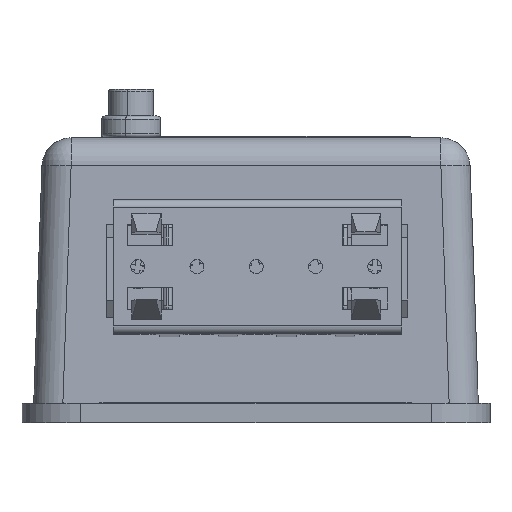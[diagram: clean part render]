
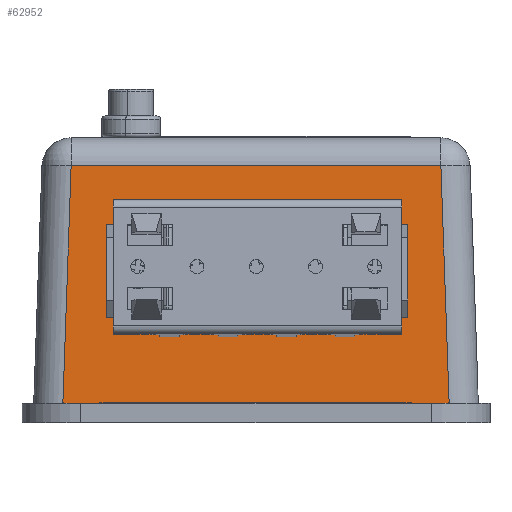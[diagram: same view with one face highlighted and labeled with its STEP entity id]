
A CAD part, front view. The second image highlights one B-rep face of the part: STEP entity #62952.
In plain terms, the highlighted face is planar.
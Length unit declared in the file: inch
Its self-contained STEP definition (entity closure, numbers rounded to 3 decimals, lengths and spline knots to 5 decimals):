
#441 = DIRECTION ( 'NONE',  ( 0.035, -0.999, 0. ) ) ;
#444 = DIRECTION ( 'NONE',  ( -0.999, -0.035, 0. ) ) ;
#2268 = LINE ( 'NONE', #112031, #92923 ) ;
#2310 = LINE ( 'NONE', #114710, #84463 ) ;
#2918 = VECTOR ( 'NONE', #64638, 39.37008 ) ;
#3493 = ORIENTED_EDGE ( 'NONE', *, *, #89922, .F. ) ;
#4817 = FACE_OUTER_BOUND ( 'NONE', #109622, .T. ) ;
#4857 = EDGE_CURVE ( 'NONE', #109008, #41527, #51659, .T. ) ;
#5915 = DIRECTION ( 'NONE',  ( 0., 0., -1. ) ) ;
#6452 = VERTEX_POINT ( 'NONE', #104622 ) ;
#7968 = DIRECTION ( 'NONE',  ( 0.035, -0.999, 0. ) ) ;
#8056 = CARTESIAN_POINT ( 'NONE',  ( -1.44694, -1.51953, 1.18505 ) ) ;
#8773 = ORIENTED_EDGE ( 'NONE', *, *, #60001, .F. ) ;
#10546 = DIRECTION ( 'NONE',  ( 0.035, -0.999, 0. ) ) ;
#13576 = CARTESIAN_POINT ( 'NONE',  ( -1.44694, -1.51953, -1.425 ) ) ;
#13747 = VERTEX_POINT ( 'NONE', #68784 ) ;
#16357 = EDGE_CURVE ( 'NONE', #44471, #115618, #87281, .T. ) ;
#16468 = CARTESIAN_POINT ( 'NONE',  ( -1.47011, -0.856, 0.745 ) ) ;
#17343 = ORIENTED_EDGE ( 'NONE', *, *, #99320, .F. ) ;
#17345 = DIRECTION ( 'NONE',  ( -0.999, -0.035, 0. ) ) ;
#17736 = CARTESIAN_POINT ( 'NONE',  ( -1.47011, -0.856, -0.755 ) ) ;
#19799 = CARTESIAN_POINT ( 'NONE',  ( -1.5, 0., -1.425 ) ) ;
#20342 = CARTESIAN_POINT ( 'NONE',  ( -1.47011, -0.856, 0.745 ) ) ;
#21818 = FACE_BOUND ( 'NONE', #41333, .T. ) ;
#23950 = DIRECTION ( 'NONE',  ( 0.035, -0.999, 0.035 ) ) ;
#24517 = EDGE_CURVE ( 'NONE', #97380, #99032, #2310, .T. ) ;
#24846 = CARTESIAN_POINT ( 'NONE',  ( -1.5, 0., -1.23811 ) ) ;
#25505 = EDGE_CURVE ( 'NONE', #101817, #99032, #52871, .T. ) ;
#29188 = AXIS2_PLACEMENT_3D ( 'NONE', #19799, #72833, #441 ) ;
#32730 = AXIS2_PLACEMENT_3D ( 'NONE', #55277, #46186, #10546 ) ;
#34785 = ORIENTED_EDGE ( 'NONE', *, *, #63653, .T. ) ;
#36669 = CARTESIAN_POINT ( 'NONE',  ( -1.4729, -0.77605, -0.755 ) ) ;
#37312 = LINE ( 'NONE', #93698, #58451 ) ;
#37992 = CARTESIAN_POINT ( 'NONE',  ( -1.47674, -0.66612, 0.365 ) ) ;
#39742 = DIRECTION ( 'NONE',  ( 0., 0., 1. ) ) ;
#40393 = CIRCLE ( 'NONE', #32730, 0.19 ) ;
#40908 = DIRECTION ( 'NONE',  ( -0.035, 0.999, 0.035 ) ) ;
#41115 = VERTEX_POINT ( 'NONE', #37992 ) ;
#41333 = EDGE_LOOP ( 'NONE', ( #17343, #68937 ) ) ;
#41503 = ORIENTED_EDGE ( 'NONE', *, *, #46933, .T. ) ;
#41527 = VERTEX_POINT ( 'NONE', #89854 ) ;
#42202 = CARTESIAN_POINT ( 'NONE',  ( -1.5, 0., 1.23811 ) ) ;
#44471 = VERTEX_POINT ( 'NONE', #91362 ) ;
#44777 = CARTESIAN_POINT ( 'NONE',  ( -1.47011, -0.856, -0.375 ) ) ;
#45936 = FACE_BOUND ( 'NONE', #102792, .T. ) ;
#46016 = CIRCLE ( 'NONE', #100159, 0.08 ) ;
#46186 = DIRECTION ( 'NONE',  ( -0.999, -0.035, 0. ) ) ;
#46933 = EDGE_CURVE ( 'NONE', #6452, #101817, #47537, .T. ) ;
#47537 = LINE ( 'NONE', #13576, #57332 ) ;
#47620 = EDGE_CURVE ( 'NONE', #41115, #44471, #2268, .T. ) ;
#50718 = AXIS2_PLACEMENT_3D ( 'NONE', #85297, #77416, #58351 ) ;
#51007 = LINE ( 'NONE', #92042, #2918 ) ;
#51183 = ORIENTED_EDGE ( 'NONE', *, *, #4857, .F. ) ;
#51659 = CIRCLE ( 'NONE', #78482, 0.08 ) ;
#52871 = LINE ( 'NONE', #86776, #98301 ) ;
#55277 = CARTESIAN_POINT ( 'NONE',  ( -1.47011, -0.856, 0.365 ) ) ;
#57332 = VECTOR ( 'NONE', #39742, 39.37008 ) ;
#57966 = EDGE_CURVE ( 'NONE', #99673, #13747, #46016, .T. ) ;
#58351 = DIRECTION ( 'NONE',  ( 0.035, -0.999, 0. ) ) ;
#58451 = VECTOR ( 'NONE', #23950, 39.37008 ) ;
#60001 = EDGE_CURVE ( 'NONE', #115618, #96010, #51007, .T. ) ;
#61087 = CARTESIAN_POINT ( 'NONE',  ( -1.46348, -1.04588, -0.375 ) ) ;
#61458 = FACE_BOUND ( 'NONE', #77562, .T. ) ;
#62952 = ADVANCED_FACE ( 'NONE', ( #61458, #21818, #45936, #4817 ), #73226, .T. ) ;
#63653 = EDGE_CURVE ( 'NONE', #97380, #6452, #37312, .T. ) ;
#63948 = AXIS2_PLACEMENT_3D ( 'NONE', #20342, #83667, #74988 ) ;
#64638 = DIRECTION ( 'NONE',  ( 0., 0., 1. ) ) ;
#68784 = CARTESIAN_POINT ( 'NONE',  ( -1.46732, -0.93595, 0.745 ) ) ;
#68937 = ORIENTED_EDGE ( 'NONE', *, *, #57966, .F. ) ;
#69732 = CARTESIAN_POINT ( 'NONE',  ( -1.4729, -0.77605, 0.745 ) ) ;
#70608 = ORIENTED_EDGE ( 'NONE', *, *, #25505, .T. ) ;
#72247 = ORIENTED_EDGE ( 'NONE', *, *, #16357, .F. ) ;
#72833 = DIRECTION ( 'NONE',  ( -0.999, -0.035, 0. ) ) ;
#73226 = PLANE ( 'NONE',  #29188 ) ;
#74988 = DIRECTION ( 'NONE',  ( 0.035, -0.999, 0. ) ) ;
#76700 = ORIENTED_EDGE ( 'NONE', *, *, #47620, .F. ) ;
#77416 = DIRECTION ( 'NONE',  ( -0.999, -0.035, 0. ) ) ;
#77562 = EDGE_LOOP ( 'NONE', ( #3493, #51183 ) ) ;
#78482 = AXIS2_PLACEMENT_3D ( 'NONE', #17736, #17345, #107639 ) ;
#79836 = DIRECTION ( 'NONE',  ( -0.999, -0.035, 0. ) ) ;
#83667 = DIRECTION ( 'NONE',  ( -0.999, -0.035, 0. ) ) ;
#84362 = CIRCLE ( 'NONE', #63948, 0.08 ) ;
#84463 = VECTOR ( 'NONE', #104840, 39.37008 ) ;
#85297 = CARTESIAN_POINT ( 'NONE',  ( -1.47011, -0.856, -0.755 ) ) ;
#86776 = CARTESIAN_POINT ( 'NONE',  ( -1.49676, -0.09277, 1.23487 ) ) ;
#87281 = CIRCLE ( 'NONE', #109387, 0.19 ) ;
#89854 = CARTESIAN_POINT ( 'NONE',  ( -1.46732, -0.93595, -0.755 ) ) ;
#89922 = EDGE_CURVE ( 'NONE', #41527, #109008, #103573, .T. ) ;
#91362 = CARTESIAN_POINT ( 'NONE',  ( -1.47674, -0.66612, -0.375 ) ) ;
#92042 = CARTESIAN_POINT ( 'NONE',  ( -1.46348, -1.04588, -0.375 ) ) ;
#92923 = VECTOR ( 'NONE', #5915, 39.37008 ) ;
#93698 = CARTESIAN_POINT ( 'NONE',  ( -1.50023, 0.00651, -1.23834 ) ) ;
#94005 = ORIENTED_EDGE ( 'NONE', *, *, #114247, .F. ) ;
#96010 = VERTEX_POINT ( 'NONE', #107298 ) ;
#97380 = VERTEX_POINT ( 'NONE', #24846 ) ;
#98301 = VECTOR ( 'NONE', #40908, 39.37008 ) ;
#99032 = VERTEX_POINT ( 'NONE', #42202 ) ;
#99320 = EDGE_CURVE ( 'NONE', #13747, #99673, #84362, .T. ) ;
#99673 = VERTEX_POINT ( 'NONE', #69732 ) ;
#100159 = AXIS2_PLACEMENT_3D ( 'NONE', #16468, #79836, #115096 ) ;
#101817 = VERTEX_POINT ( 'NONE', #8056 ) ;
#102792 = EDGE_LOOP ( 'NONE', ( #72247, #76700, #94005, #8773 ) ) ;
#103573 = CIRCLE ( 'NONE', #50718, 0.08 ) ;
#104622 = CARTESIAN_POINT ( 'NONE',  ( -1.44694, -1.51953, -1.18505 ) ) ;
#104840 = DIRECTION ( 'NONE',  ( 0., 0., 1. ) ) ;
#107298 = CARTESIAN_POINT ( 'NONE',  ( -1.46348, -1.04588, 0.365 ) ) ;
#107639 = DIRECTION ( 'NONE',  ( 0.035, -0.999, 0. ) ) ;
#109008 = VERTEX_POINT ( 'NONE', #36669 ) ;
#109387 = AXIS2_PLACEMENT_3D ( 'NONE', #44777, #444, #7968 ) ;
#109622 = EDGE_LOOP ( 'NONE', ( #41503, #70608, #111684, #34785 ) ) ;
#111684 = ORIENTED_EDGE ( 'NONE', *, *, #24517, .F. ) ;
#112031 = CARTESIAN_POINT ( 'NONE',  ( -1.47674, -0.66612, -0.375 ) ) ;
#114247 = EDGE_CURVE ( 'NONE', #96010, #41115, #40393, .T. ) ;
#114710 = CARTESIAN_POINT ( 'NONE',  ( -1.5, 0., -1.425 ) ) ;
#115096 = DIRECTION ( 'NONE',  ( 0.035, -0.999, 0. ) ) ;
#115618 = VERTEX_POINT ( 'NONE', #61087 ) ;
